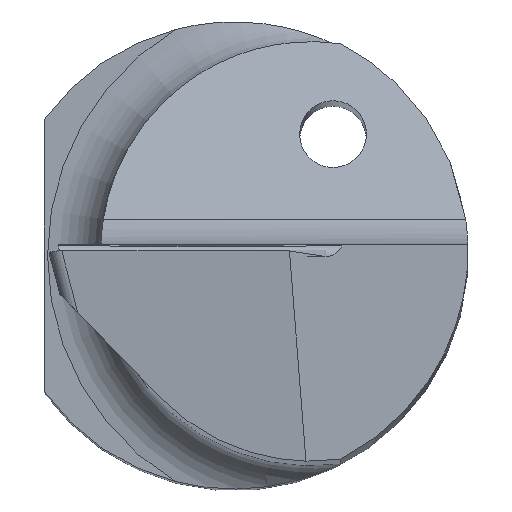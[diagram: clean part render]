
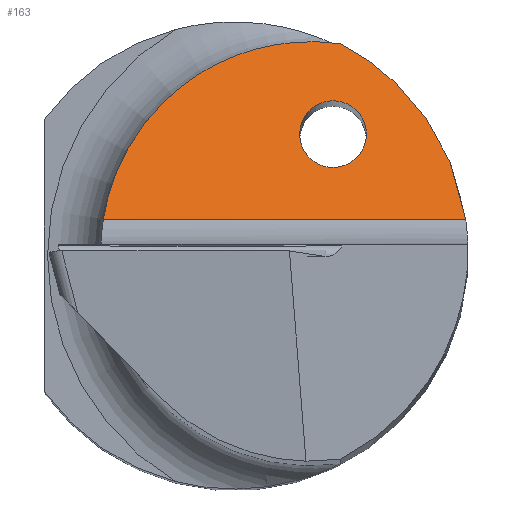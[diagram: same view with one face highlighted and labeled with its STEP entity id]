
A CAD part, top view. The second image highlights one B-rep face of the part: STEP entity #163.
In plain terms, the highlighted planar face has unit normal (0, 0.766, 0.643).
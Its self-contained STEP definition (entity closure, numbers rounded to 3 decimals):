
#15 = EDGE_LOOP ( 'NONE', ( #331, #155, #780 ) ) ;
#27 = CARTESIAN_POINT ( 'NONE',  ( 2.478, 1.262, 48.257 ) ) ;
#34 = PLANE ( 'NONE',  #266 ) ;
#102 = CARTESIAN_POINT ( 'NONE',  ( -1.964, 0.474, 49.196 ) ) ;
#114 = EDGE_CURVE ( 'NONE', #439, #439, #819, .T. ) ;
#124 = VERTEX_POINT ( 'NONE', #156 ) ;
#133 = CARTESIAN_POINT ( 'NONE',  ( 1.587, 3.12, 46.043 ) ) ;
#148 = CARTESIAN_POINT ( 'NONE',  ( 1.587, 3.12, 46.043 ) ) ;
#155 = ORIENTED_EDGE ( 'NONE', *, *, #368, .T. ) ;
#156 = CARTESIAN_POINT ( 'NONE',  ( 3.468, 0.474, 49.196 ) ) ;
#160 = CARTESIAN_POINT ( 'NONE',  ( 3.5, 0.474, 49.196 ) ) ;
#163 = ADVANCED_FACE ( 'NONE', ( #404, #666 ), #34, .F. ) ;
#165 = DIRECTION ( 'NONE',  ( 0., -0.766, -0.643 ) ) ;
#202 = CARTESIAN_POINT ( 'NONE',  ( 1.478, 1.262, 48.257 ) ) ;
#263 = CARTESIAN_POINT ( 'NONE',  ( 0.478, 1.262, 48.257 ) ) ;
#266 = AXIS2_PLACEMENT_3D ( 'NONE', #160, #165, #685 ) ;
#283 = VERTEX_POINT ( 'NONE', #813 ) ;
#331 = ORIENTED_EDGE ( 'NONE', *, *, #454, .F. ) ;
#368 = EDGE_CURVE ( 'NONE', #124, #715, #478, .T. ) ;
#372 = CARTESIAN_POINT ( 'NONE',  ( 2.631, 2.589, 46.676 ) ) ;
#375 = CARTESIAN_POINT ( 'NONE',  ( 3.309, 1.634, 47.813 ) ) ;
#393 = CARTESIAN_POINT ( 'NONE',  ( 1.478, 2.262, 47.065 ) ) ;
#404 = FACE_BOUND ( 'NONE', #795, .T. ) ;
#439 = VERTEX_POINT ( 'NONE', #713 ) ;
#454 = EDGE_CURVE ( 'NONE', #124, #283, #552, .T. ) ;
#464 = VECTOR ( 'NONE', #736, 1000. ) ;
#472 = EDGE_CURVE ( 'NONE', #715, #283, #571, .T. ) ;
#478 =( BOUNDED_CURVE ( )  B_SPLINE_CURVE ( 3, ( #766, #375, #372, #707 ),
 .UNSPECIFIED., .F., .F. ) 
 B_SPLINE_CURVE_WITH_KNOTS ( ( 4, 4 ),
 ( 4.848, 5.813 ),
 .UNSPECIFIED. ) 
 CURVE ( )  GEOMETRIC_REPRESENTATION_ITEM ( )  RATIONAL_B_SPLINE_CURVE ( ( 1., 0.924, 0.924, 1. ) ) 
 REPRESENTATION_ITEM ( '' )  );
#552 = LINE ( 'NONE', #741, #464 ) ;
#571 =( BOUNDED_CURVE ( )  B_SPLINE_CURVE ( 3, ( #148, #799, #718, #102 ),
 .UNSPECIFIED., .F., .F. ) 
 B_SPLINE_CURVE_WITH_KNOTS ( ( 4, 4 ),
 ( 6.144, 7.703 ),
 .UNSPECIFIED. ) 
 CURVE ( )  GEOMETRIC_REPRESENTATION_ITEM ( )  RATIONAL_B_SPLINE_CURVE ( ( 1., 0.808, 0.808, 1. ) ) 
 REPRESENTATION_ITEM ( '' )  );
#656 = CARTESIAN_POINT ( 'NONE',  ( 0.478, 2.262, 47.065 ) ) ;
#666 = FACE_OUTER_BOUND ( 'NONE', #15, .T. ) ;
#685 = DIRECTION ( 'NONE',  ( 0., 0.643, -0.766 ) ) ;
#707 = CARTESIAN_POINT ( 'NONE',  ( 1.587, 3.12, 46.043 ) ) ;
#713 = CARTESIAN_POINT ( 'NONE',  ( 1.478, 2.262, 47.065 ) ) ;
#715 = VERTEX_POINT ( 'NONE', #133 ) ;
#718 = CARTESIAN_POINT ( 'NONE',  ( -1.689, 2.281, 47.042 ) ) ;
#736 = DIRECTION ( 'NONE',  ( -1., 0., 0. ) ) ;
#741 = CARTESIAN_POINT ( 'NONE',  ( 3.5, 0.474, 49.196 ) ) ;
#766 = CARTESIAN_POINT ( 'NONE',  ( 3.468, 0.474, 49.196 ) ) ;
#780 = ORIENTED_EDGE ( 'NONE', *, *, #472, .T. ) ;
#792 = CARTESIAN_POINT ( 'NONE',  ( 1.478, 2.262, 47.065 ) ) ;
#795 = EDGE_LOOP ( 'NONE', ( #810 ) ) ;
#796 = CARTESIAN_POINT ( 'NONE',  ( 2.478, 2.262, 47.065 ) ) ;
#799 = CARTESIAN_POINT ( 'NONE',  ( -0.223, 3.373, 45.741 ) ) ;
#810 = ORIENTED_EDGE ( 'NONE', *, *, #114, .T. ) ;
#813 = CARTESIAN_POINT ( 'NONE',  ( -1.964, 0.474, 49.196 ) ) ;
#819 =( BOUNDED_CURVE ( )  B_SPLINE_CURVE ( 3, ( #792, #796, #27, #202, #263, #656, #393 ),
 .UNSPECIFIED., .T., .F. ) 
 B_SPLINE_CURVE_WITH_KNOTS ( ( 4, 3, 4 ),
 ( 0., 3.142, 6.283 ),
 .UNSPECIFIED. ) 
 CURVE ( )  GEOMETRIC_REPRESENTATION_ITEM ( )  RATIONAL_B_SPLINE_CURVE ( ( 1., 0.333, 0.333, 1., 0.333, 0.333, 1. ) ) 
 REPRESENTATION_ITEM ( '' )  );
